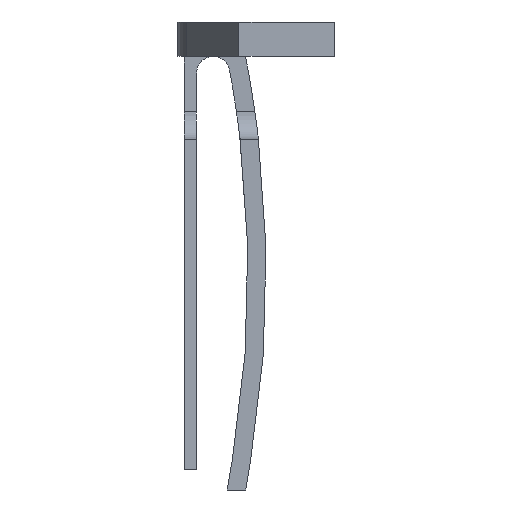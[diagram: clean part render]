
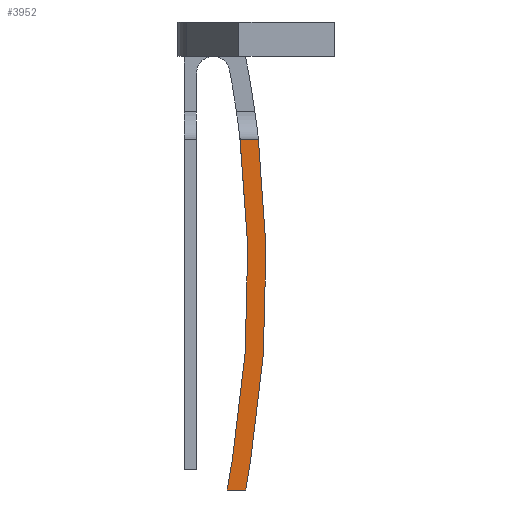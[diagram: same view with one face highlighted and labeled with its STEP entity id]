
A CAD part, left-side view. The second image highlights one B-rep face of the part: STEP entity #3952.
In plain terms, the highlighted planar face has unit normal (-1, 0, 0).
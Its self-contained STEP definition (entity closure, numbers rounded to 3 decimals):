
#1424 = CYLINDRICAL_SURFACE('',#1425,83.238);
#1425 = AXIS2_PLACEMENT_3D('',#1426,#1427,#1428);
#1426 = CARTESIAN_POINT('',(-108.5,104.238,16.169));
#1427 = DIRECTION('',(1.,0.,0.));
#1428 = DIRECTION('',(0.,0.,1.));
#2486 = CYLINDRICAL_SURFACE('',#2487,81.907);
#2487 = AXIS2_PLACEMENT_3D('',#2488,#2489,#2490);
#2488 = CARTESIAN_POINT('',(-108.5,104.238,16.169));
#2489 = DIRECTION('',(1.,0.,0.));
#2490 = DIRECTION('',(0.,0.,1.));
#2537 = VERTEX_POINT('',#2538);
#2538 = CARTESIAN_POINT('',(-158.5,22.153,2.36));
#2552 = PLANE('',#2553);
#2553 = AXIS2_PLACEMENT_3D('',#2554,#2555,#2556);
#2554 = CARTESIAN_POINT('',(-108.5,22.153,2.36));
#2555 = DIRECTION('',(0.,-0.986,
    -0.166));
#2556 = DIRECTION('',(0.,0.166,-0.986)
  );
#2564 = EDGE_CURVE('',#2537,#2565,#2567,.T.);
#2565 = VERTEX_POINT('',#2566);
#2566 = CARTESIAN_POINT('',(-158.5,21.576,25.948));
#2567 = SURFACE_CURVE('',#2568,(#2573,#2580),.PCURVE_S1.);
#2568 = CIRCLE('',#2569,83.238);
#2569 = AXIS2_PLACEMENT_3D('',#2570,#2571,#2572);
#2570 = CARTESIAN_POINT('',(-158.5,104.238,16.169));
#2571 = DIRECTION('',(-1.,0.,0.));
#2572 = DIRECTION('',(0.,0.,1.));
#2573 = PCURVE('',#1424,#2574);
#2574 = DEFINITIONAL_REPRESENTATION('',(#2575),#2579);
#2575 = LINE('',#2576,#2577);
#2576 = CARTESIAN_POINT('',(-0.,-50.));
#2577 = VECTOR('',#2578,1.);
#2578 = DIRECTION('',(-1.,0.));
#2579 = ( GEOMETRIC_REPRESENTATION_CONTEXT(2) 
PARAMETRIC_REPRESENTATION_CONTEXT() REPRESENTATION_CONTEXT('2D SPACE',''
  ) );
#2580 = PCURVE('',#2581,#2586);
#2581 = PLANE('',#2582);
#2582 = AXIS2_PLACEMENT_3D('',#2583,#2584,#2585);
#2583 = CARTESIAN_POINT('',(-158.5,24.372,17.045));
#2584 = DIRECTION('',(1.,0.,0.));
#2585 = DIRECTION('',(0.,1.,0.));
#2586 = DEFINITIONAL_REPRESENTATION('',(#2587),#2595);
#2587 = ( BOUNDED_CURVE() B_SPLINE_CURVE(2,(#2588,#2589,#2590,#2591,
#2592,#2593,#2594),.UNSPECIFIED.,.T.,.F.) B_SPLINE_CURVE_WITH_KNOTS((1,2
    ,2,2,2,1),(-2.094,0.,2.094,4.189,
6.283,8.378),.UNSPECIFIED.) CURVE() 
GEOMETRIC_REPRESENTATION_ITEM() RATIONAL_B_SPLINE_CURVE((1.,0.5,1.,0.5,
1.,0.5,1.)) REPRESENTATION_ITEM('') );
#2588 = CARTESIAN_POINT('',(79.865,82.362));
#2589 = CARTESIAN_POINT('',(224.038,82.362));
#2590 = CARTESIAN_POINT('',(151.952,-42.495));
#2591 = CARTESIAN_POINT('',(79.865,-167.352));
#2592 = CARTESIAN_POINT('',(7.779,-42.495));
#2593 = CARTESIAN_POINT('',(-64.307,82.362));
#2594 = CARTESIAN_POINT('',(79.865,82.362));
#2595 = ( GEOMETRIC_REPRESENTATION_CONTEXT(2) 
PARAMETRIC_REPRESENTATION_CONTEXT() REPRESENTATION_CONTEXT('2D SPACE',''
  ) );
#2612 = PLANE('',#2613);
#2613 = AXIS2_PLACEMENT_3D('',#2614,#2615,#2616);
#2614 = CARTESIAN_POINT('',(-157.8,30.,25.948));
#2615 = DIRECTION('',(0.,0.,-1.));
#2616 = DIRECTION('',(-1.,0.,0.));
#3563 = VERTEX_POINT('',#3564);
#3564 = CARTESIAN_POINT('',(-158.5,23.466,2.581));
#3578 = PLANE('',#3579);
#3579 = AXIS2_PLACEMENT_3D('',#3580,#3581,#3582);
#3580 = CARTESIAN_POINT('',(-108.5,23.466,2.581));
#3581 = DIRECTION('',(0.,-0.986,-0.166
    ));
#3582 = DIRECTION('',(0.,0.166,-0.986)
  );
#3590 = EDGE_CURVE('',#3563,#3591,#3593,.T.);
#3591 = VERTEX_POINT('',#3592);
#3592 = CARTESIAN_POINT('',(-158.5,22.917,25.948));
#3593 = SURFACE_CURVE('',#3594,(#3599,#3606),.PCURVE_S1.);
#3594 = CIRCLE('',#3595,81.907);
#3595 = AXIS2_PLACEMENT_3D('',#3596,#3597,#3598);
#3596 = CARTESIAN_POINT('',(-158.5,104.238,16.169));
#3597 = DIRECTION('',(-1.,0.,0.));
#3598 = DIRECTION('',(0.,0.,1.));
#3599 = PCURVE('',#2486,#3600);
#3600 = DEFINITIONAL_REPRESENTATION('',(#3601),#3605);
#3601 = LINE('',#3602,#3603);
#3602 = CARTESIAN_POINT('',(-0.,-50.));
#3603 = VECTOR('',#3604,1.);
#3604 = DIRECTION('',(-1.,0.));
#3605 = ( GEOMETRIC_REPRESENTATION_CONTEXT(2) 
PARAMETRIC_REPRESENTATION_CONTEXT() REPRESENTATION_CONTEXT('2D SPACE',''
  ) );
#3606 = PCURVE('',#2581,#3607);
#3607 = DEFINITIONAL_REPRESENTATION('',(#3608),#3616);
#3608 = ( BOUNDED_CURVE() B_SPLINE_CURVE(2,(#3609,#3610,#3611,#3612,
#3613,#3614,#3615),.UNSPECIFIED.,.T.,.F.) B_SPLINE_CURVE_WITH_KNOTS((1,2
    ,2,2,2,1),(-2.094,0.,2.094,4.189,
6.283,8.378),.UNSPECIFIED.) CURVE() 
GEOMETRIC_REPRESENTATION_ITEM() RATIONAL_B_SPLINE_CURVE((1.,0.5,1.,0.5,
1.,0.5,1.)) REPRESENTATION_ITEM('') );
#3609 = CARTESIAN_POINT('',(79.865,81.031));
#3610 = CARTESIAN_POINT('',(221.732,81.031));
#3611 = CARTESIAN_POINT('',(150.799,-41.829));
#3612 = CARTESIAN_POINT('',(79.865,-164.689));
#3613 = CARTESIAN_POINT('',(8.932,-41.829));
#3614 = CARTESIAN_POINT('',(-62.001,81.031));
#3615 = CARTESIAN_POINT('',(79.865,81.031));
#3616 = ( GEOMETRIC_REPRESENTATION_CONTEXT(2) 
PARAMETRIC_REPRESENTATION_CONTEXT() REPRESENTATION_CONTEXT('2D SPACE',''
  ) );
#3841 = PLANE('',#3842);
#3842 = AXIS2_PLACEMENT_3D('',#3843,#3844,#3845);
#3843 = CARTESIAN_POINT('',(-108.5,23.85,0.3));
#3844 = DIRECTION('',(0.,0.,1.));
#3845 = DIRECTION('',(0.,-1.,0.));
#3934 = EDGE_CURVE('',#2565,#3591,#3935,.T.);
#3935 = SURFACE_CURVE('',#3936,(#3940,#3946),.PCURVE_S1.);
#3936 = LINE('',#3937,#3938);
#3937 = CARTESIAN_POINT('',(-158.5,27.186,25.948));
#3938 = VECTOR('',#3939,1.);
#3939 = DIRECTION('',(0.,1.,0.));
#3940 = PCURVE('',#2612,#3941);
#3941 = DEFINITIONAL_REPRESENTATION('',(#3942),#3945);
#3942 = B_SPLINE_CURVE_WITH_KNOTS('',1,(#3943,#3944),.UNSPECIFIED.,.F.,
  .F.,(2,2),(-6.186,-0.186),.PIECEWISE_BEZIER_KNOTS.);
#3943 = CARTESIAN_POINT('',(0.7,-9.));
#3944 = CARTESIAN_POINT('',(0.7,-3.));
#3945 = ( GEOMETRIC_REPRESENTATION_CONTEXT(2) 
PARAMETRIC_REPRESENTATION_CONTEXT() REPRESENTATION_CONTEXT('2D SPACE',''
  ) );
#3946 = PCURVE('',#2581,#3947);
#3947 = DEFINITIONAL_REPRESENTATION('',(#3948),#3951);
#3948 = B_SPLINE_CURVE_WITH_KNOTS('',1,(#3949,#3950),.UNSPECIFIED.,.F.,
  .F.,(2,2),(-6.186,-0.186),.PIECEWISE_BEZIER_KNOTS.);
#3949 = CARTESIAN_POINT('',(-3.372,8.903));
#3950 = CARTESIAN_POINT('',(2.628,8.903));
#3951 = ( GEOMETRIC_REPRESENTATION_CONTEXT(2) 
PARAMETRIC_REPRESENTATION_CONTEXT() REPRESENTATION_CONTEXT('2D SPACE',''
  ) );
#3952 = ADVANCED_FACE('',(#3953),#2581,.F.);
#3953 = FACE_BOUND('',#3954,.F.);
#3954 = EDGE_LOOP('',(#3955,#3956,#3979,#4002,#4023,#4024));
#3955 = ORIENTED_EDGE('',*,*,#2564,.F.);
#3956 = ORIENTED_EDGE('',*,*,#3957,.T.);
#3957 = EDGE_CURVE('',#2537,#3958,#3960,.T.);
#3958 = VERTEX_POINT('',#3959);
#3959 = CARTESIAN_POINT('',(-158.5,22.5,0.3));
#3960 = SURFACE_CURVE('',#3961,(#3965,#3972),.PCURVE_S1.);
#3961 = LINE('',#3962,#3963);
#3962 = CARTESIAN_POINT('',(-158.5,22.153,2.36));
#3963 = VECTOR('',#3964,1.);
#3964 = DIRECTION('',(0.,0.166,-0.986)
  );
#3965 = PCURVE('',#2581,#3966);
#3966 = DEFINITIONAL_REPRESENTATION('',(#3967),#3971);
#3967 = LINE('',#3968,#3969);
#3968 = CARTESIAN_POINT('',(-2.219,-14.685));
#3969 = VECTOR('',#3970,1.);
#3970 = DIRECTION('',(0.166,-0.986));
#3971 = ( GEOMETRIC_REPRESENTATION_CONTEXT(2) 
PARAMETRIC_REPRESENTATION_CONTEXT() REPRESENTATION_CONTEXT('2D SPACE',''
  ) );
#3972 = PCURVE('',#2552,#3973);
#3973 = DEFINITIONAL_REPRESENTATION('',(#3974),#3978);
#3974 = LINE('',#3975,#3976);
#3975 = CARTESIAN_POINT('',(0.,-50.));
#3976 = VECTOR('',#3977,1.);
#3977 = DIRECTION('',(1.,0.));
#3978 = ( GEOMETRIC_REPRESENTATION_CONTEXT(2) 
PARAMETRIC_REPRESENTATION_CONTEXT() REPRESENTATION_CONTEXT('2D SPACE',''
  ) );
#3979 = ORIENTED_EDGE('',*,*,#3980,.F.);
#3980 = EDGE_CURVE('',#3981,#3958,#3983,.T.);
#3981 = VERTEX_POINT('',#3982);
#3982 = CARTESIAN_POINT('',(-158.5,23.85,0.3));
#3983 = SURFACE_CURVE('',#3984,(#3988,#3995),.PCURVE_S1.);
#3984 = LINE('',#3985,#3986);
#3985 = CARTESIAN_POINT('',(-158.5,23.85,0.3));
#3986 = VECTOR('',#3987,1.);
#3987 = DIRECTION('',(0.,-1.,0.));
#3988 = PCURVE('',#2581,#3989);
#3989 = DEFINITIONAL_REPRESENTATION('',(#3990),#3994);
#3990 = LINE('',#3991,#3992);
#3991 = CARTESIAN_POINT('',(-0.522,-16.745));
#3992 = VECTOR('',#3993,1.);
#3993 = DIRECTION('',(-1.,0.));
#3994 = ( GEOMETRIC_REPRESENTATION_CONTEXT(2) 
PARAMETRIC_REPRESENTATION_CONTEXT() REPRESENTATION_CONTEXT('2D SPACE',''
  ) );
#3995 = PCURVE('',#3841,#3996);
#3996 = DEFINITIONAL_REPRESENTATION('',(#3997),#4001);
#3997 = LINE('',#3998,#3999);
#3998 = CARTESIAN_POINT('',(0.,-50.));
#3999 = VECTOR('',#4000,1.);
#4000 = DIRECTION('',(1.,0.));
#4001 = ( GEOMETRIC_REPRESENTATION_CONTEXT(2) 
PARAMETRIC_REPRESENTATION_CONTEXT() REPRESENTATION_CONTEXT('2D SPACE',''
  ) );
#4002 = ORIENTED_EDGE('',*,*,#4003,.F.);
#4003 = EDGE_CURVE('',#3563,#3981,#4004,.T.);
#4004 = SURFACE_CURVE('',#4005,(#4009,#4016),.PCURVE_S1.);
#4005 = LINE('',#4006,#4007);
#4006 = CARTESIAN_POINT('',(-158.5,23.466,2.581));
#4007 = VECTOR('',#4008,1.);
#4008 = DIRECTION('',(0.,0.166,-0.986)
  );
#4009 = PCURVE('',#2581,#4010);
#4010 = DEFINITIONAL_REPRESENTATION('',(#4011),#4015);
#4011 = LINE('',#4012,#4013);
#4012 = CARTESIAN_POINT('',(-0.906,-14.464));
#4013 = VECTOR('',#4014,1.);
#4014 = DIRECTION('',(0.166,-0.986));
#4015 = ( GEOMETRIC_REPRESENTATION_CONTEXT(2) 
PARAMETRIC_REPRESENTATION_CONTEXT() REPRESENTATION_CONTEXT('2D SPACE',''
  ) );
#4016 = PCURVE('',#3578,#4017);
#4017 = DEFINITIONAL_REPRESENTATION('',(#4018),#4022);
#4018 = LINE('',#4019,#4020);
#4019 = CARTESIAN_POINT('',(0.,-50.));
#4020 = VECTOR('',#4021,1.);
#4021 = DIRECTION('',(1.,0.));
#4022 = ( GEOMETRIC_REPRESENTATION_CONTEXT(2) 
PARAMETRIC_REPRESENTATION_CONTEXT() REPRESENTATION_CONTEXT('2D SPACE',''
  ) );
#4023 = ORIENTED_EDGE('',*,*,#3590,.T.);
#4024 = ORIENTED_EDGE('',*,*,#3934,.F.);
